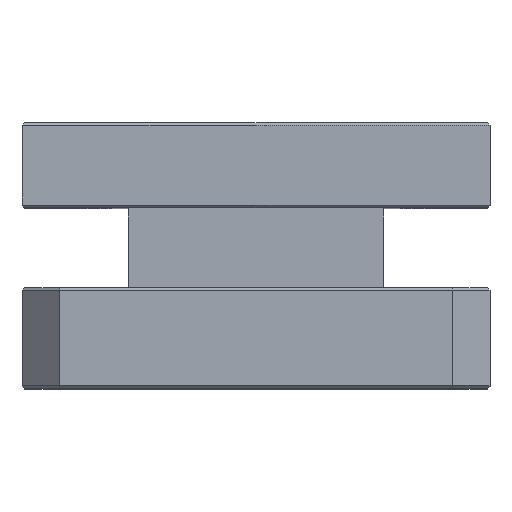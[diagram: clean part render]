
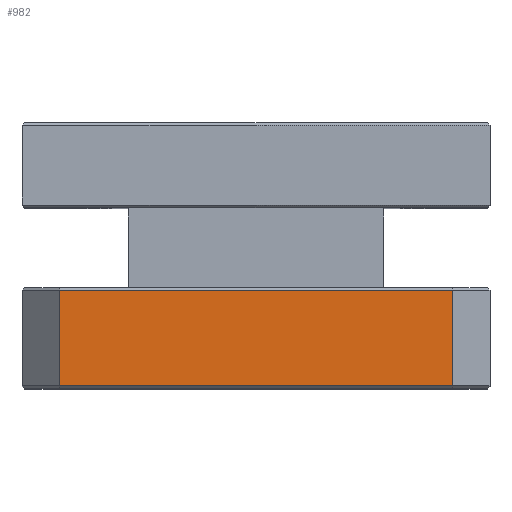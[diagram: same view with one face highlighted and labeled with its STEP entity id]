
A CAD part, top view. The second image highlights one B-rep face of the part: STEP entity #982.
In plain terms, the highlighted planar face has unit normal (0, 0, 1).
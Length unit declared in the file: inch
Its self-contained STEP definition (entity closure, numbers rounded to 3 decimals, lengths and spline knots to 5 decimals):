
#47 = ORIENTED_EDGE ( 'NONE', *, *, #897, .T. ) ;
#79 = VERTEX_POINT ( 'NONE', #696 ) ;
#157 = DIRECTION ( 'NONE',  ( -1., 0., 0. ) ) ;
#370 = LINE ( 'NONE', #1858, #2222 ) ;
#504 = EDGE_LOOP ( 'NONE', ( #1027, #2533, #47, #1086 ) ) ;
#509 = VERTEX_POINT ( 'NONE', #2236 ) ;
#522 = DIRECTION ( 'NONE',  ( 1., 0., 0. ) ) ;
#571 = PLANE ( 'NONE',  #2616 ) ;
#683 = LINE ( 'NONE', #1766, #2517 ) ;
#696 = CARTESIAN_POINT ( 'NONE',  ( -0.37, 0.185, 0.44 ) ) ;
#795 = FACE_OUTER_BOUND ( 'NONE', #504, .T. ) ;
#821 = VECTOR ( 'NONE', #931, 39.37008 ) ;
#897 = EDGE_CURVE ( 'NONE', #509, #1507, #2037, .T. ) ;
#931 = DIRECTION ( 'NONE',  ( 0., 1., 0. ) ) ;
#982 = ADVANCED_FACE ( 'NONE', ( #795 ), #571, .F. ) ;
#1027 = ORIENTED_EDGE ( 'NONE', *, *, #1464, .T. ) ;
#1086 = ORIENTED_EDGE ( 'NONE', *, *, #2280, .T. ) ;
#1177 = DIRECTION ( 'NONE',  ( 0., 0., -1. ) ) ;
#1237 = VECTOR ( 'NONE', #1255, 39.37008 ) ;
#1255 = DIRECTION ( 'NONE',  ( 0., -1., 0. ) ) ;
#1464 = EDGE_CURVE ( 'NONE', #79, #1878, #1531, .T. ) ;
#1507 = VERTEX_POINT ( 'NONE', #1843 ) ;
#1531 = LINE ( 'NONE', #2394, #1237 ) ;
#1569 = CARTESIAN_POINT ( 'NONE',  ( 0.37, 0.5, 0.44 ) ) ;
#1593 = CARTESIAN_POINT ( 'NONE',  ( 0.44, 0.5, 0.44 ) ) ;
#1755 = EDGE_CURVE ( 'NONE', #1878, #509, #683, .T. ) ;
#1766 = CARTESIAN_POINT ( 'NONE',  ( 0.44, 0.005, 0.44 ) ) ;
#1843 = CARTESIAN_POINT ( 'NONE',  ( 0.37, 0.185, 0.44 ) ) ;
#1858 = CARTESIAN_POINT ( 'NONE',  ( 0.44, 0.185, 0.44 ) ) ;
#1878 = VERTEX_POINT ( 'NONE', #2283 ) ;
#1979 = DIRECTION ( 'NONE',  ( -1., 0., 0. ) ) ;
#2037 = LINE ( 'NONE', #1569, #821 ) ;
#2222 = VECTOR ( 'NONE', #157, 39.37008 ) ;
#2236 = CARTESIAN_POINT ( 'NONE',  ( 0.37, 0.005, 0.44 ) ) ;
#2280 = EDGE_CURVE ( 'NONE', #1507, #79, #370, .T. ) ;
#2283 = CARTESIAN_POINT ( 'NONE',  ( -0.37, 0.005, 0.44 ) ) ;
#2394 = CARTESIAN_POINT ( 'NONE',  ( -0.37, 0.5, 0.44 ) ) ;
#2517 = VECTOR ( 'NONE', #522, 39.37008 ) ;
#2533 = ORIENTED_EDGE ( 'NONE', *, *, #1755, .T. ) ;
#2616 = AXIS2_PLACEMENT_3D ( 'NONE', #1593, #1177, #1979 ) ;
